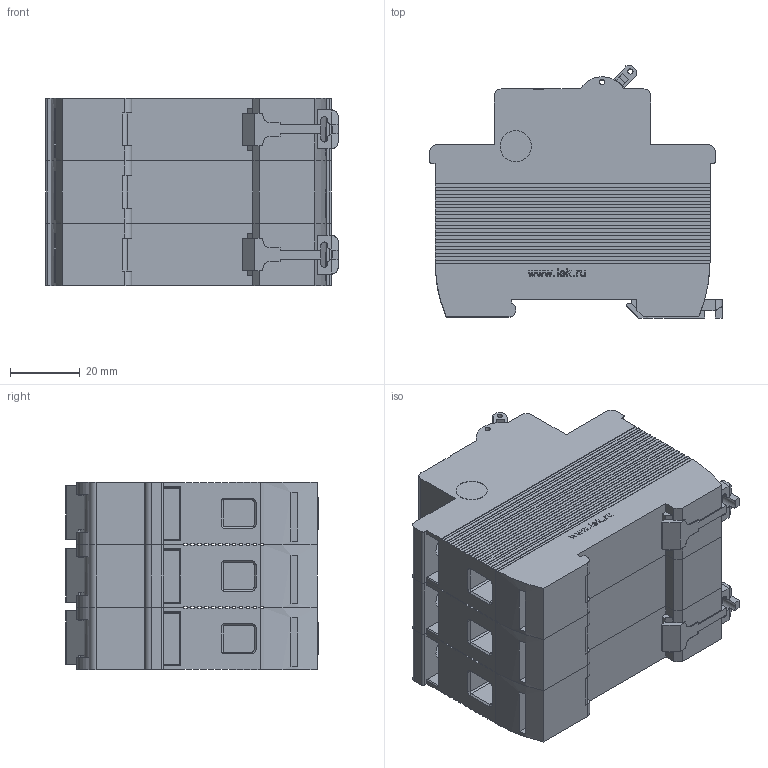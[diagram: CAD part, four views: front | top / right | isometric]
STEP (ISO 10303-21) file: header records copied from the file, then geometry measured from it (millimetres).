
FILE_DESCRIPTION (( 'STEP AP214' ), '1' );
FILE_NAME ('01.01.02.01 ÂÀ 47-29M õ-êà Â 3Ð.STEP', '2017-03-13T08:41:14', ( '' ), ( '' ), 'SwSTEP 2.0', 'SolidWorks 2014', '' );
FILE_SCHEMA (( 'AUTOMOTIVE_DESIGN' ));
Length unit declared in the file: millimetre
Products named in the file (1): 01.01.02.01 ÂÀ 47-29M õ-êà Â 3Ð
Bounding box: 84 x 72.47 x 54 mm (x, y, z)
Volume: 224483.9 mm3; surface area: 64360.7 mm2
Topology: 3 solids, 104 shells, 2119 faces, 5547 edges, 3658 vertices
Faces by surface type: plane 1688, cylinder 332, bspline 72, cone 24, torus 3
Full cylindrical faces by diameter (mm): 1.5 x9, 2.1 x18, 8 x12, 9 x6
Entity records: 89981 total; most frequent: CARTESIAN_POINT 14721, ORIENTED_EDGE 10944, DIRECTION 10165, EDGE_CURVE 5472, LINE 4525, VECTOR 4525, VERTEX_POINT 3628, AXIS2_PLACEMENT_3D 2820
